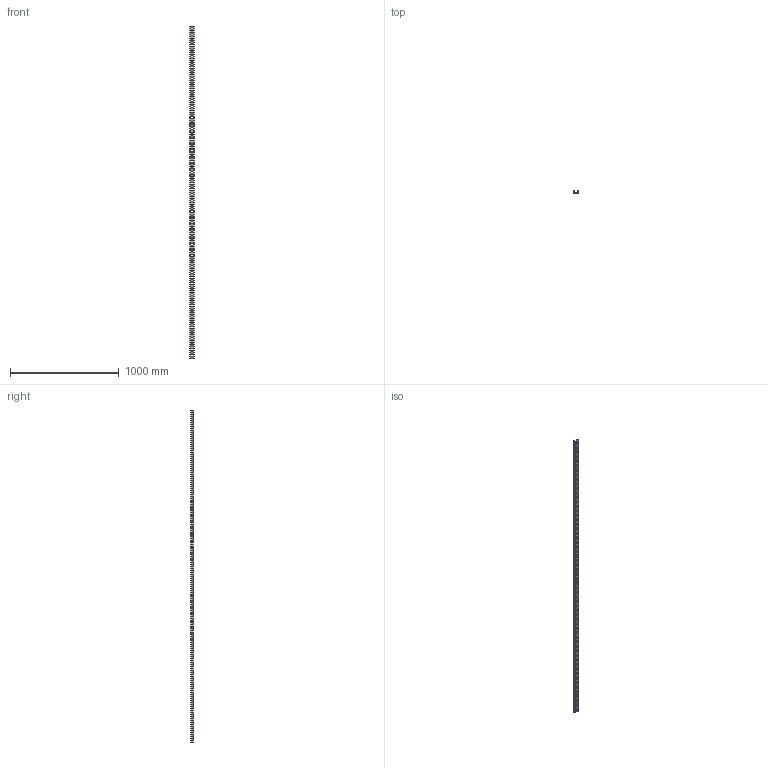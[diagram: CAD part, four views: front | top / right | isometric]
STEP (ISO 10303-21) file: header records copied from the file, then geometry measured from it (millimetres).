
FILE_DESCRIPTION(('TurboCAD Mac Pro'),'Build 980');
FILE_NAME('P4000T.stp',' ',(''),(''),'ACIS Interop','IMSI','TurboCAD Mac Pro BY IMSI, INCORPORATED');
FILE_SCHEMA(('automotive_design'));
Length unit declared in the file: inch
Products named in the file (1): 1
Bounding box: 41.27 x 20.64 x 3048 mm (x, y, z)
Volume: 443867.3 mm3; surface area: 605619.4 mm2
Topology: 1 solids, 1 shells, 402 faces, 1200 edges, 800 vertices
Faces by surface type: bspline 258, plane 142, cylinder 2
Entity records: 18256 total; most frequent: CARTESIAN_POINT 5754, ORIENTED_EDGE 2400, EDGE_CURVE 1200, DIRECTION 980, VERTEX_POINT 800, LINE 680, VECTOR 680, EDGE_LOOP 522
